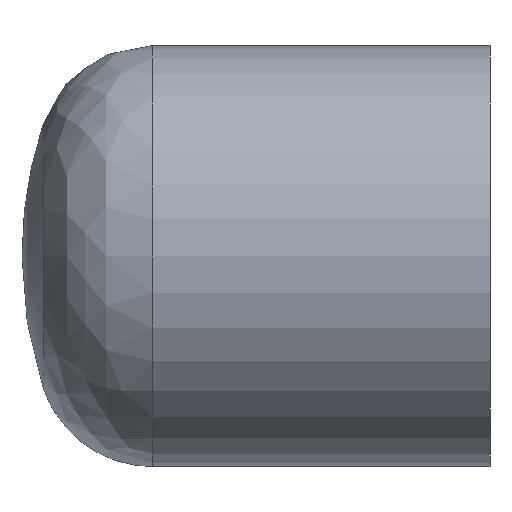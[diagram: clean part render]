
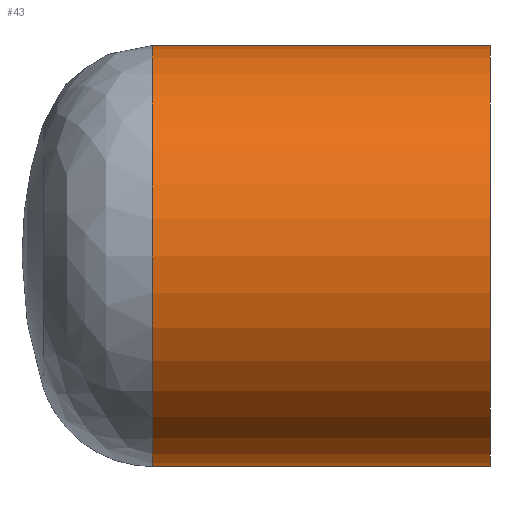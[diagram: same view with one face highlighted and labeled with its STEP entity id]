
A CAD part, front view. The second image highlights one B-rep face of the part: STEP entity #43.
In plain terms, the highlighted cylindrical face has radius 45 mm (diameter 90 mm), a full revolution.
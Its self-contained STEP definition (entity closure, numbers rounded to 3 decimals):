
#43 = ADVANCED_FACE( '', ( #86, #87 ), #88, .T. );
#86 = FACE_OUTER_BOUND( '', #155, .T. );
#87 = FACE_OUTER_BOUND( '', #156, .T. );
#88 = CYLINDRICAL_SURFACE( '', #157, 45. );
#155 = EDGE_LOOP( '', ( #193 ) );
#156 = EDGE_LOOP( '', ( #194 ) );
#157 = AXIS2_PLACEMENT_3D( '', #195, #196, #197 );
#193 = ORIENTED_EDGE( '', *, *, #211, .F. );
#194 = ORIENTED_EDGE( '', *, *, #207, .T. );
#195 = CARTESIAN_POINT( '', ( -87.7, 0., 0. ) );
#196 = DIRECTION( '', ( -1., 0., 0. ) );
#197 = DIRECTION( '', ( 0., 0., -1. ) );
#207 = EDGE_CURVE( '', #225, #225, #226, .T. );
#211 = EDGE_CURVE( '', #229, #229, #230, .T. );
#225 = VERTEX_POINT( '', #244 );
#226 = CIRCLE( '', #245, 45. );
#229 = VERTEX_POINT( '', #248 );
#230 = CIRCLE( '', #249, 45. );
#244 = CARTESIAN_POINT( '', ( -72.137, 0., -45. ) );
#245 = AXIS2_PLACEMENT_3D( '', #263, #264, #265 );
#248 = CARTESIAN_POINT( '', ( 0., 0., -45. ) );
#249 = AXIS2_PLACEMENT_3D( '', #266, #267, #268 );
#263 = CARTESIAN_POINT( '', ( -72.137, 0., 0. ) );
#264 = DIRECTION( '', ( 1., 0., 0. ) );
#265 = DIRECTION( '', ( 0., 0., -1. ) );
#266 = CARTESIAN_POINT( '', ( 0., 0., 0. ) );
#267 = DIRECTION( '', ( 1., 0., 0. ) );
#268 = DIRECTION( '', ( 0., 0., -1. ) );
